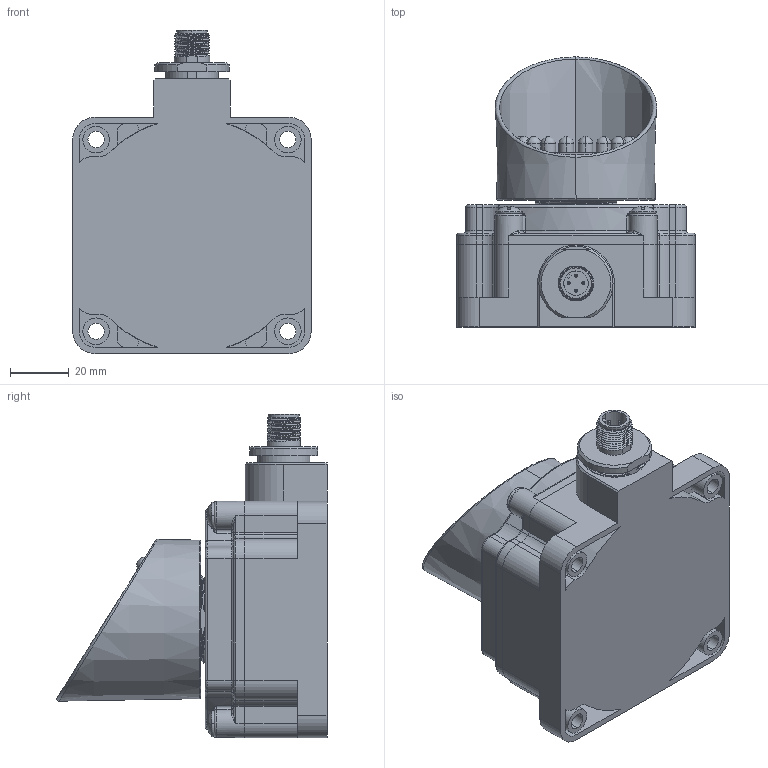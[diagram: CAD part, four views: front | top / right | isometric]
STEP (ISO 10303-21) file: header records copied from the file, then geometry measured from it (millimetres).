
FILE_DESCRIPTION((''),'2;1');
FILE_NAME('148789_SW','2010-06-09T',('banengservice'),('BANNER ENGINEERING'),'PRO/ENGINEER BY PARAMETRIC TECHNOLOGY CORPORATION, 2009141','PRO/ENGINEER BY PARAMETRIC TECHNOLOGY CORPORATION, 2009141','');
FILE_SCHEMA(('CONFIG_CONTROL_DESIGN'));
Length unit declared in the file: inch
Products named in the file (1): 148789_SW
Bounding box: 80.85 x 91.55 x 109.58 mm (x, y, z)
Volume: 80236.9 mm3; surface area: 95717.9 mm2
Topology: 4 solids, 5 shells, 1345 faces, 3462 edges, 2168 vertices
Faces by surface type: cylinder 496, plane 405, bspline 164, torus 150, sphere 66, cone 64
Entity records: 63874 total; most frequent: CARTESIAN_POINT 31553, ORIENTED_EDGE 6852, DIRECTION 6739, EDGE_CURVE 3426, AXIS2_PLACEMENT_3D 2679, VERTEX_POINT 2168, CIRCLE 1497, EDGE_LOOP 1482
